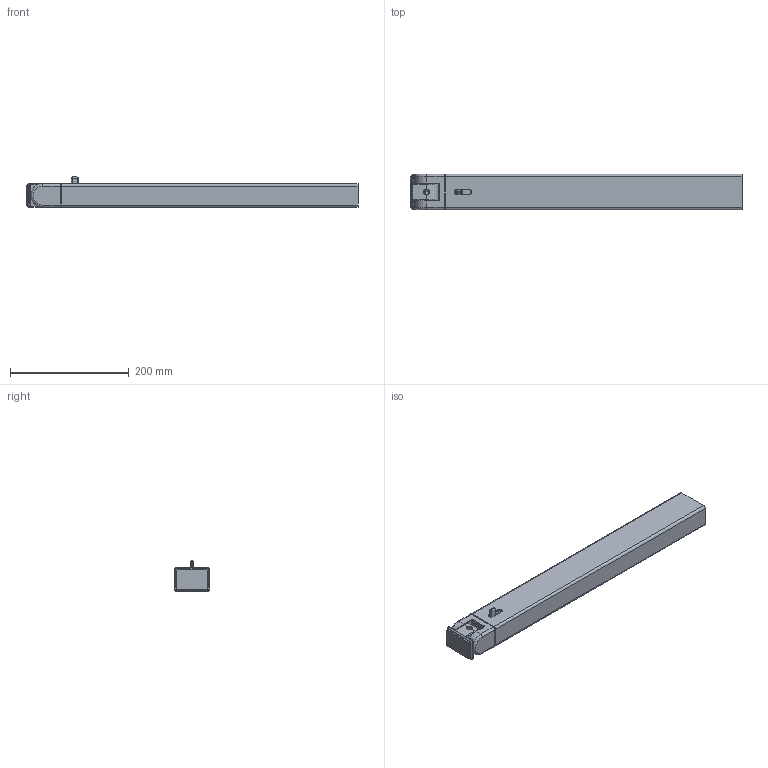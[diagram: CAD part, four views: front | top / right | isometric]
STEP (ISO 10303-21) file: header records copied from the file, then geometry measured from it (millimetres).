
FILE_DESCRIPTION (( 'STEP AP214' ), '1' );
FILE_NAME ('Tube Connector.STEP', '2023-07-20T12:33:58', ( '' ), ( '' ), 'SwSTEP 2.0', 'SolidWorks 2021', '' );
FILE_SCHEMA (( 'AUTOMOTIVE_DESIGN' ));
Length unit declared in the file: millimetre
Products named in the file (7): iglidur® G Thrust washer (form T) (Part number GTM-1630-015)___ _________; Tube Connector; Doigt indexation___ _________; BN 1359 - ISO 7379 Hex socket head shoulder bolts (Part number 2106337)___ _________; Connecteur Male___ _________; Tube 60x40x3___ _________; Connecteur femelle___ _________
Assembly tree (7 placements, depth 2):
  Tube Connector
    Connecteur Male___ _________
    iglidur® G Thrust washer (form T) (Part number GTM-1630-015)___ _________  x2
    Connecteur femelle___ _________
    Doigt indexation___ _________
    BN 1359 - ISO 7379 Hex socket head shoulder bolts (Part number 2106337)___ _________
    Tube 60x40x3___ _________
Bounding box: 560 x 60 x 52 mm (x, y, z)
Volume: 410382.9 mm3; surface area: 221502.6 mm2
Topology: 8 solids, 8 shells, 306 faces, 718 edges, 426 vertices
Faces by surface type: cylinder 121, plane 88, cone 51, torus 32, bspline 14
Entity records: 9454 total; most frequent: CARTESIAN_POINT 2255, DIRECTION 1518, ORIENTED_EDGE 1368, EDGE_CURVE 684, AXIS2_PLACEMENT_3D 602, VERTEX_POINT 414, EDGE_LOOP 328, LINE 314
